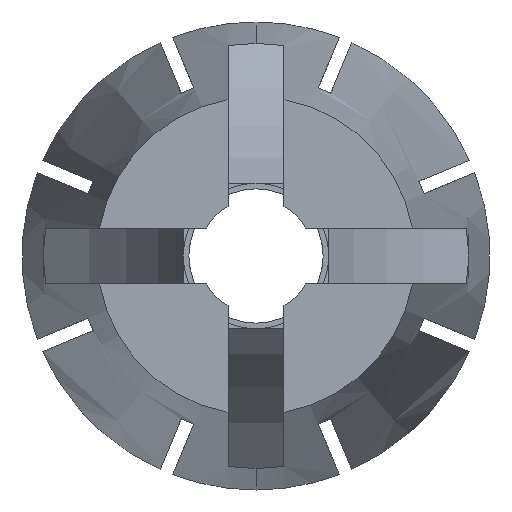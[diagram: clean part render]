
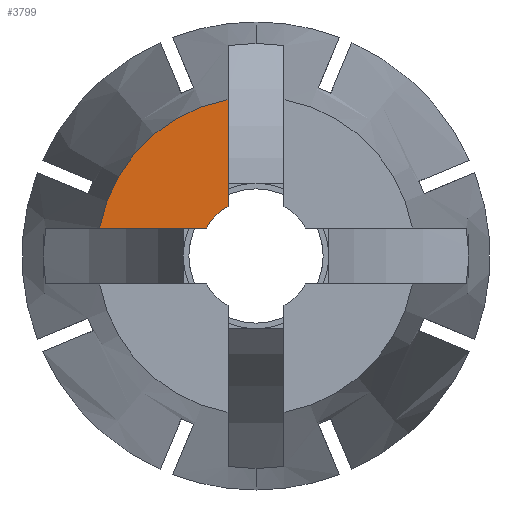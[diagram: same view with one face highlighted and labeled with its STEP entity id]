
A CAD part, left-side view. The second image highlights one B-rep face of the part: STEP entity #3799.
In plain terms, the highlighted planar face has unit normal (-1, 0, 0).
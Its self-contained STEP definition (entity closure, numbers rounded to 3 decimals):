
#54 = CARTESIAN_POINT ( 'NONE',  ( -31.5, 1.25, 2.217 ) ) ;
#151 = VERTEX_POINT ( 'NONE', #1561 ) ;
#210 = DIRECTION ( 'NONE',  ( 0., 1., 0. ) ) ;
#242 = DIRECTION ( 'NONE',  ( 0., 0., 1. ) ) ;
#349 = AXIS2_PLACEMENT_3D ( 'NONE', #1198, #871, #4186 ) ;
#396 = LINE ( 'NONE', #3884, #2805 ) ;
#486 = DIRECTION ( 'NONE',  ( 1., 0., 0. ) ) ;
#720 = EDGE_CURVE ( 'NONE', #151, #1589, #3122, .T. ) ;
#794 = EDGE_CURVE ( 'NONE', #2231, #1131, #396, .T. ) ;
#801 = CARTESIAN_POINT ( 'NONE',  ( -31.5, 1.25, 6.98 ) ) ;
#871 = DIRECTION ( 'NONE',  ( -1., 0., 0. ) ) ;
#999 = ORIENTED_EDGE ( 'NONE', *, *, #1960, .F. ) ;
#1131 = VERTEX_POINT ( 'NONE', #801 ) ;
#1198 = CARTESIAN_POINT ( 'NONE',  ( -31.5, -7.091, 0. ) ) ;
#1561 = CARTESIAN_POINT ( 'NONE',  ( -31.5, 2.217, 1.25 ) ) ;
#1589 = VERTEX_POINT ( 'NONE', #1865 ) ;
#1724 = DIRECTION ( 'NONE',  ( 1., 0., 0. ) ) ;
#1865 = CARTESIAN_POINT ( 'NONE',  ( -31.5, 6.98, 1.25 ) ) ;
#1960 = EDGE_CURVE ( 'NONE', #1589, #1131, #3075, .T. ) ;
#1980 = FACE_OUTER_BOUND ( 'NONE', #3735, .T. ) ;
#2135 = CIRCLE ( 'NONE', #2855, 2.545 ) ;
#2176 = CARTESIAN_POINT ( 'NONE',  ( -31.5, -7.091, 1.25 ) ) ;
#2231 = VERTEX_POINT ( 'NONE', #54 ) ;
#2265 = EDGE_CURVE ( 'NONE', #151, #2231, #2135, .T. ) ;
#2271 = ORIENTED_EDGE ( 'NONE', *, *, #794, .T. ) ;
#2356 = AXIS2_PLACEMENT_3D ( 'NONE', #2456, #486, #2784 ) ;
#2456 = CARTESIAN_POINT ( 'NONE',  ( -31.5, 0., 0. ) ) ;
#2675 = ORIENTED_EDGE ( 'NONE', *, *, #2265, .T. ) ;
#2784 = DIRECTION ( 'NONE',  ( 0., 0., -1. ) ) ;
#2805 = VECTOR ( 'NONE', #242, 1000. ) ;
#2855 = AXIS2_PLACEMENT_3D ( 'NONE', #3722, #1724, #4050 ) ;
#3023 = VECTOR ( 'NONE', #210, 1000. ) ;
#3075 = CIRCLE ( 'NONE', #2356, 7.091 ) ;
#3122 = LINE ( 'NONE', #2176, #3023 ) ;
#3623 = ORIENTED_EDGE ( 'NONE', *, *, #720, .F. ) ;
#3722 = CARTESIAN_POINT ( 'NONE',  ( -31.5, 0., 0. ) ) ;
#3735 = EDGE_LOOP ( 'NONE', ( #2675, #2271, #999, #3623 ) ) ;
#3799 = ADVANCED_FACE ( 'NONE', ( #1980 ), #3850, .T. ) ;
#3850 = PLANE ( 'NONE',  #349 ) ;
#3884 = CARTESIAN_POINT ( 'NONE',  ( -31.5, 1.25, 0. ) ) ;
#4050 = DIRECTION ( 'NONE',  ( 0., 0., -1. ) ) ;
#4186 = DIRECTION ( 'NONE',  ( 0., 0., 1. ) ) ;
